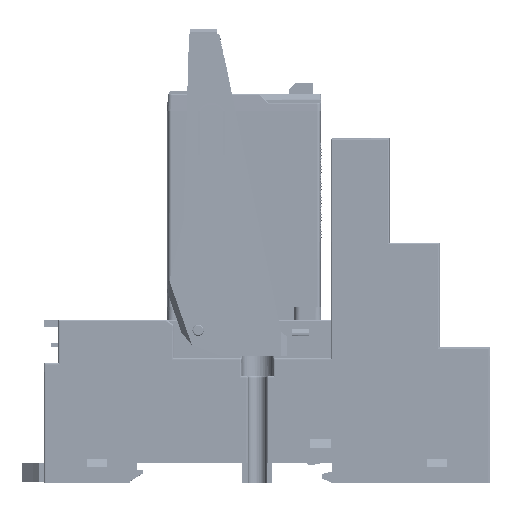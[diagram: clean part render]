
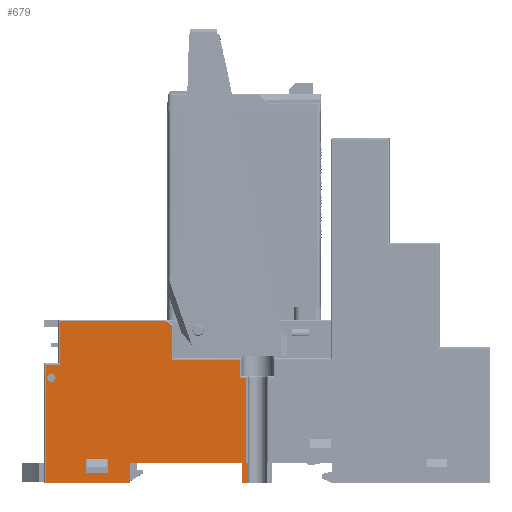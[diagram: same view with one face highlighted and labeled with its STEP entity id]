
A CAD part, top view. The second image highlights one B-rep face of the part: STEP entity #679.
In plain terms, the highlighted planar face has unit normal (0, 0, 1).
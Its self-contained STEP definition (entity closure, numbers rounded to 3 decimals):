
#679=ADVANCED_FACE('',(#10967,#10968,#10969),#10970,.T.);
#10967=FACE_OUTER_BOUND('',#30825,.T.);
#10968=FACE_BOUND('',#30826,.T.);
#10969=FACE_BOUND('',#30827,.T.);
#10970=PLANE('',#30828);
#30825=EDGE_LOOP('',(#55428,#55429,#55430,#55431,#55432,#55433,#55434,#55435,#55436,#55437,#55438,#55439,#55440,#55441,#55442,#55443,#55444));
#30826=EDGE_LOOP('',(#55445,#55446));
#30827=EDGE_LOOP('',(#55447,#55448,#55449,#55450));
#30828=AXIS2_PLACEMENT_3D('',#55451,#55452,#55453);
#55428=ORIENTED_EDGE('',*,*,#134011,.F.);
#55429=ORIENTED_EDGE('',*,*,#134001,.F.);
#55430=ORIENTED_EDGE('',*,*,#134007,.F.);
#55431=ORIENTED_EDGE('',*,*,#134010,.T.);
#55432=ORIENTED_EDGE('',*,*,#134012,.T.);
#55433=ORIENTED_EDGE('',*,*,#134013,.T.);
#55434=ORIENTED_EDGE('',*,*,#134014,.T.);
#55435=ORIENTED_EDGE('',*,*,#134015,.T.);
#55436=ORIENTED_EDGE('',*,*,#134016,.F.);
#55437=ORIENTED_EDGE('',*,*,#134017,.T.);
#55438=ORIENTED_EDGE('',*,*,#134018,.T.);
#55439=ORIENTED_EDGE('',*,*,#134019,.T.);
#55440=ORIENTED_EDGE('',*,*,#134020,.T.);
#55441=ORIENTED_EDGE('',*,*,#134021,.F.);
#55442=ORIENTED_EDGE('',*,*,#134022,.F.);
#55443=ORIENTED_EDGE('',*,*,#134023,.F.);
#55444=ORIENTED_EDGE('',*,*,#134024,.F.);
#55445=ORIENTED_EDGE('',*,*,#134025,.F.);
#55446=ORIENTED_EDGE('',*,*,#134026,.F.);
#55447=ORIENTED_EDGE('',*,*,#134027,.T.);
#55448=ORIENTED_EDGE('',*,*,#134028,.T.);
#55449=ORIENTED_EDGE('',*,*,#134029,.T.);
#55450=ORIENTED_EDGE('',*,*,#134030,.T.);
#55451=CARTESIAN_POINT('',(-39.766,2.092,13.4));
#55452=DIRECTION('',(0.0,0.0,1.0));
#55453=DIRECTION('',(1.0,-0.0,0.0));
#134001=EDGE_CURVE('',#162089,#162090,#162091,.T.);
#134007=EDGE_CURVE('',#162100,#162089,#162101,.T.);
#134010=EDGE_CURVE('',#162100,#162103,#162105,.T.);
#134011=EDGE_CURVE('',#162090,#162106,#162107,.T.);
#134012=EDGE_CURVE('',#162103,#162108,#162109,.T.);
#134013=EDGE_CURVE('',#162108,#162110,#162111,.T.);
#134014=EDGE_CURVE('',#162110,#162112,#162113,.T.);
#134015=EDGE_CURVE('',#162112,#162114,#162115,.T.);
#134016=EDGE_CURVE('',#162116,#162114,#162117,.T.);
#134017=EDGE_CURVE('',#162116,#162118,#162119,.T.);
#134018=EDGE_CURVE('',#162118,#162120,#162121,.T.);
#134019=EDGE_CURVE('',#162120,#162122,#162123,.T.);
#134020=EDGE_CURVE('',#162122,#162124,#162125,.T.);
#134021=EDGE_CURVE('',#162126,#162124,#162127,.T.);
#134022=EDGE_CURVE('',#162128,#162126,#162129,.T.);
#134023=EDGE_CURVE('',#162130,#162128,#162131,.T.);
#134024=EDGE_CURVE('',#162106,#162130,#162132,.T.);
#134025=EDGE_CURVE('',#162133,#162134,#162135,.T.);
#134026=EDGE_CURVE('',#162134,#162133,#162136,.T.);
#134027=EDGE_CURVE('',#162137,#162138,#162139,.T.);
#134028=EDGE_CURVE('',#162138,#162140,#162141,.T.);
#134029=EDGE_CURVE('',#162140,#162142,#162143,.T.);
#134030=EDGE_CURVE('',#162142,#162137,#162144,.T.);
#162089=VERTEX_POINT('',#210873);
#162090=VERTEX_POINT('',#210874);
#162091=LINE('',#210875,#210876);
#162100=VERTEX_POINT('',#210890);
#162101=LINE('',#210891,#210892);
#162103=VERTEX_POINT('',#210894);
#162105=LINE('',#210896,#210897);
#162106=VERTEX_POINT('',#210898);
#162107=LINE('',#210899,#210900);
#162108=VERTEX_POINT('',#210901);
#162109=LINE('',#210902,#210903);
#162110=VERTEX_POINT('',#210904);
#162111=LINE('',#210905,#210906);
#162112=VERTEX_POINT('',#210907);
#162113=LINE('',#210908,#210909);
#162114=VERTEX_POINT('',#210910);
#162115=LINE('',#210911,#210912);
#162116=VERTEX_POINT('',#210913);
#162117=LINE('',#210914,#210915);
#162118=VERTEX_POINT('',#210916);
#162119=LINE('',#210917,#210918);
#162120=VERTEX_POINT('',#210919);
#162121=LINE('',#210920,#210921);
#162122=VERTEX_POINT('',#210922);
#162123=LINE('',#210923,#210924);
#162124=VERTEX_POINT('',#210925);
#162125=LINE('',#210926,#210927);
#162126=VERTEX_POINT('',#210928);
#162127=LINE('',#210929,#210930);
#162128=VERTEX_POINT('',#210931);
#162129=LINE('',#210932,#210933);
#162130=VERTEX_POINT('',#210934);
#162131=LINE('',#210935,#210936);
#162132=LINE('',#210937,#210938);
#162133=VERTEX_POINT('',#210939);
#162134=VERTEX_POINT('',#210940);
#162135=CIRCLE('',#210941,0.75);
#162136=CIRCLE('',#210942,0.75);
#162137=VERTEX_POINT('',#210943);
#162138=VERTEX_POINT('',#210944);
#162139=LINE('',#210945,#210946);
#162140=VERTEX_POINT('',#210947);
#162141=LINE('',#210948,#210949);
#162142=VERTEX_POINT('',#210950);
#162143=LINE('',#210951,#210952);
#162144=LINE('',#210953,#210954);
#210873=CARTESIAN_POINT('',(-38.766,2.092,13.4));
#210874=CARTESIAN_POINT('',(-38.766,-1.408,13.4));
#210875=CARTESIAN_POINT('',(-38.766,2.092,13.4));
#210876=VECTOR('',#290157,3.5);
#210890=CARTESIAN_POINT('',(-39.066,2.092,13.4));
#210891=CARTESIAN_POINT('',(-39.066,2.092,13.4));
#210892=VECTOR('',#290163,0.3);
#210894=CARTESIAN_POINT('',(-39.066,17.192,13.4));
#210896=CARTESIAN_POINT('',(-39.066,2.092,13.4));
#210897=VECTOR('',#290170,15.1);
#210898=CARTESIAN_POINT('',(-39.766,-1.408,13.4));
#210899=CARTESIAN_POINT('',(-38.766,-1.408,13.4));
#210900=VECTOR('',#290171,1.0);
#210901=CARTESIAN_POINT('',(-40.216,17.192,13.4));
#210902=CARTESIAN_POINT('',(-39.066,17.192,13.4));
#210903=VECTOR('',#290172,1.15);
#210904=CARTESIAN_POINT('',(-40.216,20.392,13.4));
#210905=CARTESIAN_POINT('',(-40.216,17.192,13.4));
#210906=VECTOR('',#290173,3.2);
#210907=CARTESIAN_POINT('',(-52.216,20.392,13.4));
#210908=CARTESIAN_POINT('',(-40.216,20.392,13.4));
#210909=VECTOR('',#290174,12.0);
#210910=CARTESIAN_POINT('',(-52.216,26.363,13.4));
#210911=CARTESIAN_POINT('',(-52.216,20.392,13.4));
#210912=VECTOR('',#290175,5.971);
#210913=CARTESIAN_POINT('',(-53.285,27.192,13.4));
#210914=CARTESIAN_POINT('',(-53.285,27.192,13.4));
#210915=VECTOR('',#290176,1.353);
#210916=CARTESIAN_POINT('',(-72.116,27.192,13.4));
#210917=CARTESIAN_POINT('',(-53.285,27.192,13.4));
#210918=VECTOR('',#290177,18.831);
#210919=CARTESIAN_POINT('',(-72.116,19.492,13.4));
#210920=CARTESIAN_POINT('',(-72.116,27.192,13.4));
#210921=VECTOR('',#290178,7.7);
#210922=CARTESIAN_POINT('',(-74.616,19.492,13.4));
#210923=CARTESIAN_POINT('',(-72.116,19.492,13.4));
#210924=VECTOR('',#290179,2.5);
#210925=CARTESIAN_POINT('',(-74.616,-1.408,13.4));
#210926=CARTESIAN_POINT('',(-74.616,19.492,13.4));
#210927=VECTOR('',#290180,20.9);
#210928=CARTESIAN_POINT('',(-59.716,-1.408,13.4));
#210929=CARTESIAN_POINT('',(-59.716,-1.408,13.4));
#210930=VECTOR('',#290181,14.9);
#210931=CARTESIAN_POINT('',(-59.716,2.092,13.4));
#210932=CARTESIAN_POINT('',(-59.716,2.092,13.4));
#210933=VECTOR('',#290182,3.5);
#210934=CARTESIAN_POINT('',(-39.766,2.092,13.4));
#210935=CARTESIAN_POINT('',(-39.766,2.092,13.4));
#210936=VECTOR('',#290183,19.95);
#210937=CARTESIAN_POINT('',(-39.766,-1.408,13.4));
#210938=VECTOR('',#290184,3.5);
#210939=CARTESIAN_POINT('',(-74.366,17.192,13.4));
#210940=CARTESIAN_POINT('',(-72.866,17.192,13.4));
#210941=AXIS2_PLACEMENT_3D('',#290185,#290186,#290187);
#210942=AXIS2_PLACEMENT_3D('',#290188,#290189,#290190);
#210943=CARTESIAN_POINT('',(-67.516,2.792,13.4));
#210944=CARTESIAN_POINT('',(-63.516,2.792,13.4));
#210945=CARTESIAN_POINT('',(-67.516,2.792,13.4));
#210946=VECTOR('',#290191,4.0);
#210947=CARTESIAN_POINT('',(-63.516,0.392,13.4));
#210948=CARTESIAN_POINT('',(-63.516,2.792,13.4));
#210949=VECTOR('',#290192,2.4);
#210950=CARTESIAN_POINT('',(-67.516,0.392,13.4));
#210951=CARTESIAN_POINT('',(-63.516,0.392,13.4));
#210952=VECTOR('',#290193,4.0);
#210953=CARTESIAN_POINT('',(-67.516,0.392,13.4));
#210954=VECTOR('',#290194,2.4);
#290157=DIRECTION('',(0.0,-1.0,0.0));
#290163=DIRECTION('',(1.0,0.0,0.0));
#290170=DIRECTION('',(0.0,1.0,0.0));
#290171=DIRECTION('',(-1.0,0.0,0.0));
#290172=DIRECTION('',(-1.0,0.0,0.0));
#290173=DIRECTION('',(0.0,1.0,0.0));
#290174=DIRECTION('',(-1.0,0.0,0.0));
#290175=DIRECTION('',(0.,1.0,0.0));
#290176=DIRECTION('',(0.79,-0.613,0.0));
#290177=DIRECTION('',(-1.0,0.,0.0));
#290178=DIRECTION('',(0.,-1.0,0.0));
#290179=DIRECTION('',(-1.0,0.0,0.0));
#290180=DIRECTION('',(0.0,-1.0,0.0));
#290181=DIRECTION('',(-1.0,0.0,0.0));
#290182=DIRECTION('',(0.0,-1.0,0.0));
#290183=DIRECTION('',(-1.0,0.,0.0));
#290184=DIRECTION('',(0.0,1.0,0.0));
#290185=CARTESIAN_POINT('',(-73.616,17.192,13.4));
#290186=DIRECTION('',(0.0,0.0,1.0));
#290187=DIRECTION('',(-1.0,0.0,0.0));
#290188=CARTESIAN_POINT('',(-73.616,17.192,13.4));
#290189=DIRECTION('',(0.0,0.0,1.0));
#290190=DIRECTION('',(1.0,0.0,0.0));
#290191=DIRECTION('',(1.0,0.0,0.0));
#290192=DIRECTION('',(0.0,-1.0,0.0));
#290193=DIRECTION('',(-1.0,0.0,0.0));
#290194=DIRECTION('',(0.0,1.0,0.0));
